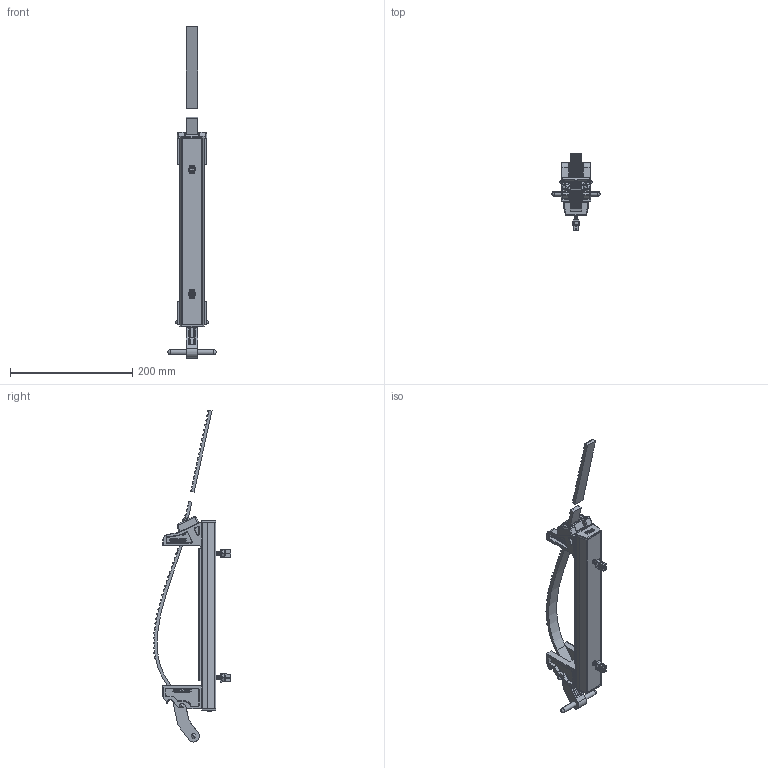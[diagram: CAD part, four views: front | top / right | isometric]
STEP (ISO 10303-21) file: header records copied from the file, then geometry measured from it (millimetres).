
FILE_DESCRIPTION (( 'STEP AP203' ), '1' );
FILE_NAME ('LE K5006 3D Model.STEP', '2021-02-16T15:05:55', ( '' ), ( '' ), 'SwSTEP 2.0', 'SolidWorks 2019', '' );
FILE_SCHEMA (( 'CONFIG_CONTROL_DESIGN' ));
Length unit declared in the file: inch
Products named in the file (17): 3024_collapsed; 1006-908.RA_BLACK; LE K5006 3D Model; 2004-1P; 1006-3-  _in dual trac; 1006-907.RA; 2008 - IN USE; 2019EC; 2019-B_12; 2005 RB; 7029_8; 2069LN_MSHXNUT 0.250-20-S-N; 2035n_8; 7016; 2049; 2003UP; 3017_HFBOLT 0.25-20x1.25x0.75-C
Assembly tree (26 placements, depth 3):
  LE K5006 3D Model
    2019-B_12
    2035n_8
      3017_HFBOLT 0.25-20x1.25x0.75-C  x2
      2069LN_MSHXNUT 0.250-20-S-N  x2
    7029_8
      2049  x2
      7016  x2
    2008 - IN USE
    1006-3-  _in dual trac
    2019EC  x2
    1006-907.RA
      3017_HFBOLT 0.25-20x1.25x0.75-C  x3
      3024_collapsed
      2004-1P
      2003UP
    1006-908.RA_BLACK
      2005 RB
      3017_HFBOLT 0.25-20x1.25x0.75-C
      3024_collapsed
Bounding box: 78.89 x 126.44 x 542.38 mm (x, y, z)
Volume: 374157.8 mm3; surface area: 192991.3 mm2
Topology: 28 solids, 28 shells, 3694 faces, 9535 edges, 6020 vertices
Faces by surface type: plane 1345, cylinder 839, cone 696, bspline 614, torus 174, sphere 26
Entity records: 105924 total; most frequent: CARTESIAN_POINT 46134, ORIENTED_EDGE 12846, DIRECTION 10618, EDGE_CURVE 6423, VERTEX_POINT 4101, LINE 3774, VECTOR 3774, AXIS2_PLACEMENT_3D 3422
